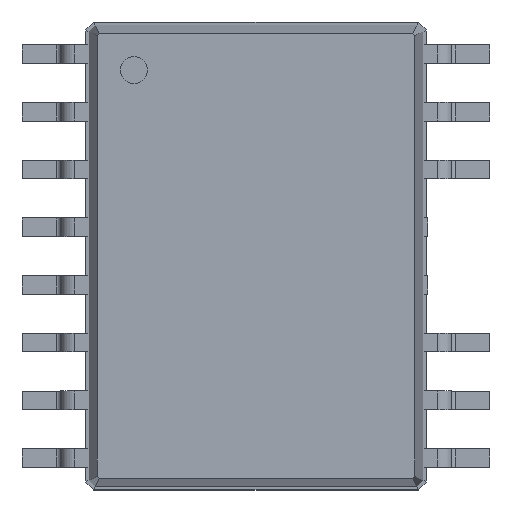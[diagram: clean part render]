
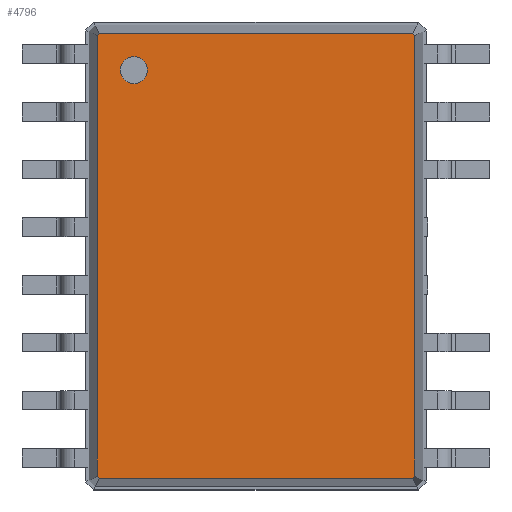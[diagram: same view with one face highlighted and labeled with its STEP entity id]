
A CAD part, top view. The second image highlights one B-rep face of the part: STEP entity #4796.
In plain terms, the highlighted planar face has unit normal (0, 0, 1).
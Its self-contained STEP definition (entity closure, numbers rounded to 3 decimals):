
#14=FACE_BOUND('',#515,.T.);
#120=CIRCLE('',#5124,0.3);
#258=FACE_OUTER_BOUND('',#514,.T.);
#514=EDGE_LOOP('',(#3360,#3361,#3362,#3363,#3364,#3365,#3366,#3367));
#515=EDGE_LOOP('',(#3368));
#715=LINE('',#6712,#1276);
#941=LINE('',#7254,#1502);
#942=LINE('',#7257,#1503);
#943=LINE('',#7259,#1504);
#944=LINE('',#7261,#1505);
#945=LINE('',#7263,#1506);
#946=LINE('',#7265,#1507);
#947=LINE('',#7266,#1508);
#1276=VECTOR('',#5397,1.);
#1502=VECTOR('',#5857,1.);
#1503=VECTOR('',#5860,1.);
#1504=VECTOR('',#5861,1.);
#1505=VECTOR('',#5862,1.);
#1506=VECTOR('',#5863,1.);
#1507=VECTOR('',#5864,1.);
#1508=VECTOR('',#5865,1.);
#1835=VERTEX_POINT('',#6709);
#1836=VERTEX_POINT('',#6711);
#2035=VERTEX_POINT('',#7252);
#2036=VERTEX_POINT('',#7256);
#2037=VERTEX_POINT('',#7258);
#2038=VERTEX_POINT('',#7260);
#2039=VERTEX_POINT('',#7262);
#2040=VERTEX_POINT('',#7264);
#2041=VERTEX_POINT('',#7267);
#2259=EDGE_CURVE('',#1835,#1836,#715,.T.);
#2533=EDGE_CURVE('',#2035,#1835,#941,.T.);
#2534=EDGE_CURVE('',#2036,#2035,#942,.T.);
#2535=EDGE_CURVE('',#2037,#2036,#943,.T.);
#2536=EDGE_CURVE('',#2038,#2037,#944,.T.);
#2537=EDGE_CURVE('',#2039,#2038,#945,.T.);
#2538=EDGE_CURVE('',#2040,#2039,#946,.T.);
#2539=EDGE_CURVE('',#1836,#2040,#947,.T.);
#2540=EDGE_CURVE('',#2041,#2041,#120,.T.);
#3360=ORIENTED_EDGE('',*,*,#2534,.F.);
#3361=ORIENTED_EDGE('',*,*,#2535,.F.);
#3362=ORIENTED_EDGE('',*,*,#2536,.F.);
#3363=ORIENTED_EDGE('',*,*,#2537,.F.);
#3364=ORIENTED_EDGE('',*,*,#2538,.F.);
#3365=ORIENTED_EDGE('',*,*,#2539,.F.);
#3366=ORIENTED_EDGE('',*,*,#2259,.F.);
#3367=ORIENTED_EDGE('',*,*,#2533,.F.);
#3368=ORIENTED_EDGE('',*,*,#2540,.F.);
#4331=PLANE('',#5123);
#4796=ADVANCED_FACE('',(#258,#14),#4331,.T.);
#5123=AXIS2_PLACEMENT_3D('',#7255,#5858,#5859);
#5124=AXIS2_PLACEMENT_3D('',#7268,#5866,#5867);
#5397=DIRECTION('',(0.,-1.,0.));
#5857=DIRECTION('',(0.707,-0.707,0.));
#5858=DIRECTION('center_axis',(0.,0.,1.));
#5859=DIRECTION('ref_axis',(0.576,-0.817,0.));
#5860=DIRECTION('',(1.,0.,0.));
#5861=DIRECTION('',(0.707,0.707,0.));
#5862=DIRECTION('',(0.,1.,0.));
#5863=DIRECTION('',(-0.707,0.707,0.));
#5864=DIRECTION('',(-1.,0.,0.));
#5865=DIRECTION('',(-0.707,-0.707,0.));
#5866=DIRECTION('center_axis',(0.,0.,1.));
#5867=DIRECTION('ref_axis',(0.,-1.,0.));
#6709=CARTESIAN_POINT('',(3.489,4.844,2.75));
#6711=CARTESIAN_POINT('',(3.489,-4.844,2.75));
#6712=CARTESIAN_POINT('',(3.489,4.844,2.75));
#7252=CARTESIAN_POINT('',(3.444,4.889,2.75));
#7254=CARTESIAN_POINT('',(3.444,4.889,2.75));
#7255=CARTESIAN_POINT('Origin',(-3.444,4.889,2.75));
#7256=CARTESIAN_POINT('',(-3.444,4.889,2.75));
#7257=CARTESIAN_POINT('',(-3.444,4.889,2.75));
#7258=CARTESIAN_POINT('',(-3.489,4.844,2.75));
#7259=CARTESIAN_POINT('',(-3.489,4.844,2.75));
#7260=CARTESIAN_POINT('',(-3.489,-4.844,2.75));
#7261=CARTESIAN_POINT('',(-3.489,-4.844,2.75));
#7262=CARTESIAN_POINT('',(-3.444,-4.889,2.75));
#7263=CARTESIAN_POINT('',(-3.444,-4.889,2.75));
#7264=CARTESIAN_POINT('',(3.444,-4.889,2.75));
#7265=CARTESIAN_POINT('',(3.444,-4.889,2.75));
#7266=CARTESIAN_POINT('',(3.489,-4.844,2.75));
#7267=CARTESIAN_POINT('',(-2.689,4.389,2.75));
#7268=CARTESIAN_POINT('Origin',(-2.689,4.089,2.75));
